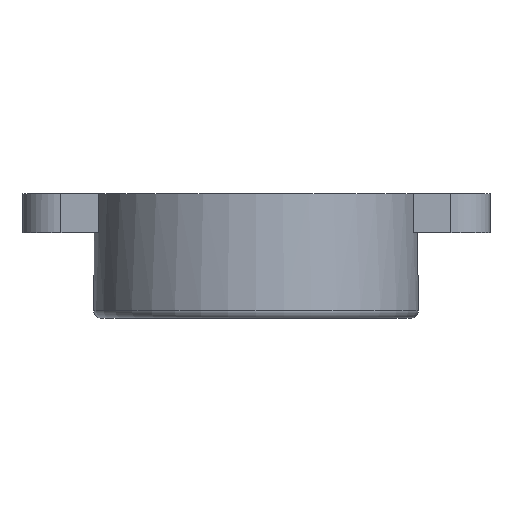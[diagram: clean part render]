
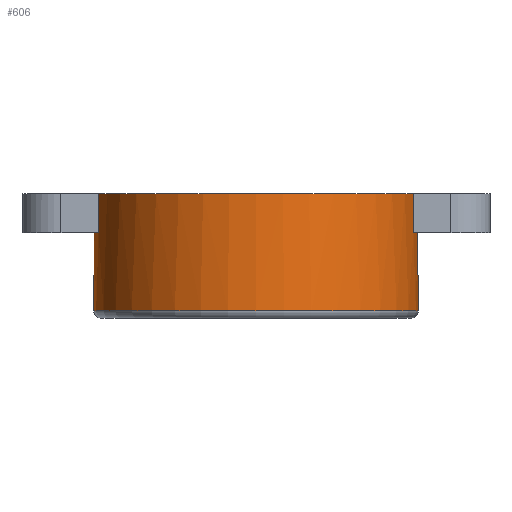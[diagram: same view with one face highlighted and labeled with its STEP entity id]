
A CAD part, left-side view. The second image highlights one B-rep face of the part: STEP entity #606.
In plain terms, the highlighted cylindrical face has radius 20.8 mm (diameter 41.6 mm), a full revolution.
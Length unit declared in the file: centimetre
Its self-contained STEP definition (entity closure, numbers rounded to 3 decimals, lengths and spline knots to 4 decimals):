
#104=VECTOR('',#754,1.);
#105=VECTOR('',#757,1.);
#106=VECTOR('',#760,1.);
#107=VECTOR('',#761,1.);
#120=LINE('',#976,#104);
#121=LINE('',#981,#105);
#122=LINE('',#985,#106);
#123=LINE('',#988,#107);
#137=B_SPLINE_CURVE_WITH_KNOTS('',3,(#886,#887,#888,#889,#890,#891,#892,
#893,#894,#895,#896,#897,#898,#899,#900,#901,#902,#903,#904,#905,#906,#907,
#908,#909,#910,#911,#912,#913,#914,#915,#916,#917,#918,#919),
 .UNSPECIFIED.,.T.,.U.,(4,2,2,2,2,2,2,2,2,2,2,2,2,2,2,2,4),(0.,0.0245,
0.049,0.0735,0.098,0.1225,
0.147,0.1715,0.196,0.2205,
0.245,0.2695,0.294,0.3185,
0.343,0.3675,0.392),.UNSPECIFIED.);
#138=B_SPLINE_CURVE_WITH_KNOTS('',3,(#931,#932,#933,#934,#935,#936,#937,
#938,#939,#940,#941,#942,#943,#944,#945,#946,#947,#948,#949,#950,#951,#952,
#953,#954,#955,#956,#957,#958,#959,#960,#961,#962,#963,#964),
 .UNSPECIFIED.,.T.,.U.,(4,2,2,2,2,2,2,2,2,2,2,2,2,2,2,2,4),(0.,0.0245,
0.049,0.0735,0.098,0.1225,
0.147,0.1715,0.196,0.2205,
0.245,0.2695,0.294,0.3185,
0.343,0.3675,0.392),.UNSPECIFIED.);
#143=CYLINDRICAL_SURFACE('',#659,2.08);
#162=VERTEX_POINT('',#920);
#166=VERTEX_POINT('',#965);
#168=VERTEX_POINT('',#971);
#170=VERTEX_POINT('',#977);
#171=VERTEX_POINT('',#978);
#172=VERTEX_POINT('',#980);
#173=VERTEX_POINT('',#982);
#174=VERTEX_POINT('',#984);
#175=VERTEX_POINT('',#986);
#176=VERTEX_POINT('',#987);
#177=VERTEX_POINT('',#989);
#218=CIRCLE('',#656,2.08);
#220=CIRCLE('',#660,2.08);
#221=CIRCLE('',#661,2.08);
#222=CIRCLE('',#662,2.08);
#255=EDGE_CURVE('',#162,#162,#137,.T.);
#259=EDGE_CURVE('',#166,#166,#138,.T.);
#261=EDGE_CURVE('',#168,#168,#218,.T.);
#263=EDGE_CURVE('',#170,#171,#120,.T.);
#264=EDGE_CURVE('',#171,#172,#220,.T.);
#265=EDGE_CURVE('',#172,#173,#121,.T.);
#266=EDGE_CURVE('',#173,#174,#221,.T.);
#267=EDGE_CURVE('',#174,#175,#122,.T.);
#268=EDGE_CURVE('',#175,#176,#220,.T.);
#269=EDGE_CURVE('',#176,#177,#123,.T.);
#270=EDGE_CURVE('',#177,#170,#222,.T.);
#330=ORIENTED_EDGE('',*,*,#255,.T.);
#331=ORIENTED_EDGE('',*,*,#259,.T.);
#332=ORIENTED_EDGE('',*,*,#263,.T.);
#333=ORIENTED_EDGE('',*,*,#264,.T.);
#334=ORIENTED_EDGE('',*,*,#265,.T.);
#335=ORIENTED_EDGE('',*,*,#266,.T.);
#336=ORIENTED_EDGE('',*,*,#267,.T.);
#337=ORIENTED_EDGE('',*,*,#268,.T.);
#338=ORIENTED_EDGE('',*,*,#269,.T.);
#339=ORIENTED_EDGE('',*,*,#270,.T.);
#340=ORIENTED_EDGE('',*,*,#261,.F.);
#450=EDGE_LOOP('',(#330));
#451=EDGE_LOOP('',(#331));
#452=EDGE_LOOP('',(#332,#333,#334,#335,#336,#337,#338,#339));
#453=EDGE_LOOP('',(#340));
#532=FACE_BOUND('',#450,.T.);
#533=FACE_BOUND('',#451,.T.);
#534=FACE_BOUND('',#452,.T.);
#535=FACE_BOUND('',#453,.T.);
#606=ADVANCED_FACE('',(#532,#533,#534,#535),#143,.T.);
#656=AXIS2_PLACEMENT_3D('',#970,#747,#748);
#659=AXIS2_PLACEMENT_3D('',#975,#752,#753);
#660=AXIS2_PLACEMENT_3D('',#979,#755,#756);
#661=AXIS2_PLACEMENT_3D('',#983,#758,#759);
#662=AXIS2_PLACEMENT_3D('',#990,#762,#763);
#747=DIRECTION('',(0.,0.,-1.));
#748=DIRECTION('',(-2.08,0.,0.));
#752=DIRECTION('',(0.,0.,1.));
#753=DIRECTION('',(2.08,0.,0.));
#754=DIRECTION('',(0.,0.,1.));
#755=DIRECTION('',(0.,0.,-1.));
#756=DIRECTION('',(2.08,0.,0.));
#757=DIRECTION('',(0.,0.,-1.));
#758=DIRECTION('',(0.,0.,-1.));
#759=DIRECTION('',(2.08,0.,0.));
#760=DIRECTION('',(0.,0.,1.));
#761=DIRECTION('',(0.,0.,-1.));
#762=DIRECTION('',(0.,0.,-1.));
#763=DIRECTION('',(2.08,0.,0.));
#886=CARTESIAN_POINT('',(2.0797,-0.035,1.2));
#887=CARTESIAN_POINT('',(2.0797,-0.035,1.1918));
#888=CARTESIAN_POINT('',(2.0797,-0.0366,1.1831));
#889=CARTESIAN_POINT('',(2.0796,-0.0433,1.1671));
#890=CARTESIAN_POINT('',(2.0794,-0.0483,1.1598));
#891=CARTESIAN_POINT('',(2.0791,-0.0598,1.1483));
#892=CARTESIAN_POINT('',(2.0789,-0.0671,1.1433));
#893=CARTESIAN_POINT('',(2.0784,-0.0831,1.1366));
#894=CARTESIAN_POINT('',(2.078,-0.0918,1.135));
#895=CARTESIAN_POINT('',(2.0772,-0.1082,1.135));
#896=CARTESIAN_POINT('',(2.0767,-0.1169,1.1366));
#897=CARTESIAN_POINT('',(2.0758,-0.1329,1.1433));
#898=CARTESIAN_POINT('',(2.0753,-0.1402,1.1483));
#899=CARTESIAN_POINT('',(2.0745,-0.1517,1.1598));
#900=CARTESIAN_POINT('',(2.0741,-0.1567,1.1671));
#901=CARTESIAN_POINT('',(2.0736,-0.1634,1.1831));
#902=CARTESIAN_POINT('',(2.0734,-0.165,1.1918));
#903=CARTESIAN_POINT('',(2.0734,-0.165,1.2082));
#904=CARTESIAN_POINT('',(2.0736,-0.1634,1.2169));
#905=CARTESIAN_POINT('',(2.0741,-0.1567,1.2329));
#906=CARTESIAN_POINT('',(2.0745,-0.1517,1.2402));
#907=CARTESIAN_POINT('',(2.0753,-0.1402,1.2517));
#908=CARTESIAN_POINT('',(2.0758,-0.1329,1.2567));
#909=CARTESIAN_POINT('',(2.0767,-0.1169,1.2634));
#910=CARTESIAN_POINT('',(2.0772,-0.1082,1.265));
#911=CARTESIAN_POINT('',(2.078,-0.0918,1.265));
#912=CARTESIAN_POINT('',(2.0784,-0.0831,1.2634));
#913=CARTESIAN_POINT('',(2.0789,-0.0671,1.2567));
#914=CARTESIAN_POINT('',(2.0791,-0.0598,1.2517));
#915=CARTESIAN_POINT('',(2.0794,-0.0483,1.2402));
#916=CARTESIAN_POINT('',(2.0796,-0.0433,1.2329));
#917=CARTESIAN_POINT('',(2.0797,-0.0366,1.2169));
#918=CARTESIAN_POINT('',(2.0797,-0.035,1.2082));
#919=CARTESIAN_POINT('',(2.0797,-0.035,1.2));
#920=CARTESIAN_POINT('',(2.0797,-0.035,1.2));
#931=CARTESIAN_POINT('',(2.0734,0.165,1.2));
#932=CARTESIAN_POINT('',(2.0734,0.165,1.1918));
#933=CARTESIAN_POINT('',(2.0736,0.1634,1.1831));
#934=CARTESIAN_POINT('',(2.0741,0.1567,1.1671));
#935=CARTESIAN_POINT('',(2.0745,0.1517,1.1598));
#936=CARTESIAN_POINT('',(2.0753,0.1402,1.1483));
#937=CARTESIAN_POINT('',(2.0758,0.1329,1.1433));
#938=CARTESIAN_POINT('',(2.0767,0.1169,1.1366));
#939=CARTESIAN_POINT('',(2.0772,0.1082,1.135));
#940=CARTESIAN_POINT('',(2.078,0.0918,1.135));
#941=CARTESIAN_POINT('',(2.0784,0.0831,1.1366));
#942=CARTESIAN_POINT('',(2.0789,0.0671,1.1433));
#943=CARTESIAN_POINT('',(2.0791,0.0598,1.1483));
#944=CARTESIAN_POINT('',(2.0794,0.0483,1.1598));
#945=CARTESIAN_POINT('',(2.0796,0.0433,1.1671));
#946=CARTESIAN_POINT('',(2.0797,0.0366,1.1831));
#947=CARTESIAN_POINT('',(2.0797,0.035,1.1918));
#948=CARTESIAN_POINT('',(2.0797,0.035,1.2082));
#949=CARTESIAN_POINT('',(2.0797,0.0366,1.2169));
#950=CARTESIAN_POINT('',(2.0796,0.0433,1.2329));
#951=CARTESIAN_POINT('',(2.0794,0.0483,1.2402));
#952=CARTESIAN_POINT('',(2.0791,0.0598,1.2517));
#953=CARTESIAN_POINT('',(2.0789,0.0671,1.2567));
#954=CARTESIAN_POINT('',(2.0784,0.0831,1.2634));
#955=CARTESIAN_POINT('',(2.078,0.0918,1.265));
#956=CARTESIAN_POINT('',(2.0772,0.1082,1.265));
#957=CARTESIAN_POINT('',(2.0767,0.1169,1.2634));
#958=CARTESIAN_POINT('',(2.0758,0.1329,1.2567));
#959=CARTESIAN_POINT('',(2.0753,0.1402,1.2517));
#960=CARTESIAN_POINT('',(2.0745,0.1517,1.2402));
#961=CARTESIAN_POINT('',(2.0741,0.1567,1.2329));
#962=CARTESIAN_POINT('',(2.0736,0.1634,1.2169));
#963=CARTESIAN_POINT('',(2.0734,0.165,1.2082));
#964=CARTESIAN_POINT('',(2.0734,0.165,1.2));
#965=CARTESIAN_POINT('',(2.0734,0.165,1.2));
#970=CARTESIAN_POINT('',(0.,0.,0.1));
#971=CARTESIAN_POINT('',(2.08,0.,0.1));
#975=CARTESIAN_POINT('',(0.,0.,0.));
#976=CARTESIAN_POINT('',(-0.5,-2.019,1.35));
#977=CARTESIAN_POINT('',(-0.5,-2.019,1.1));
#978=CARTESIAN_POINT('',(-0.5,-2.019,1.6));
#979=CARTESIAN_POINT('',(0.,0.,1.6));
#980=CARTESIAN_POINT('',(-0.5,2.019,1.6));
#981=CARTESIAN_POINT('',(-0.5,2.019,1.35));
#982=CARTESIAN_POINT('',(-0.5,2.019,1.1));
#983=CARTESIAN_POINT('',(0.,0.,1.1));
#984=CARTESIAN_POINT('',(0.5,2.019,1.1));
#985=CARTESIAN_POINT('',(0.5,2.019,1.35));
#986=CARTESIAN_POINT('',(0.5,2.019,1.6));
#987=CARTESIAN_POINT('',(0.5,-2.019,1.6));
#988=CARTESIAN_POINT('',(0.5,-2.019,1.35));
#989=CARTESIAN_POINT('',(0.5,-2.019,1.1));
#990=CARTESIAN_POINT('',(0.,0.,1.1));
